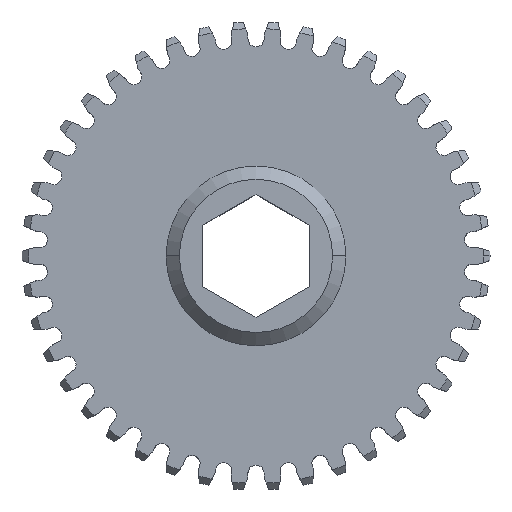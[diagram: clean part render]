
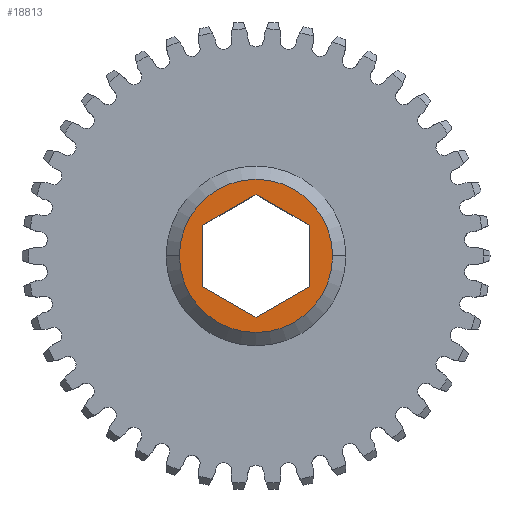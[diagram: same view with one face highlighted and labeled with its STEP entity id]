
A CAD part, top view. The second image highlights one B-rep face of the part: STEP entity #18813.
In plain terms, the highlighted planar face has unit normal (0, 0, 1).
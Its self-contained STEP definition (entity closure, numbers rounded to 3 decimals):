
#106 = VERTEX_POINT ( 'NONE', #20458 ) ;
#161 = EDGE_LOOP ( 'NONE', ( #16470, #6196, #17194, #12383, #7533, #7797 ) ) ;
#1049 = CARTESIAN_POINT ( 'NONE',  ( 3.175, -5.499, 6.35 ) ) ;
#1138 = VERTEX_POINT ( 'NONE', #12181 ) ;
#1246 = EDGE_CURVE ( 'NONE', #106, #17833, #9418, .T. ) ;
#1558 = DIRECTION ( 'NONE',  ( 0., -1., 0. ) ) ;
#1668 = EDGE_CURVE ( 'NONE', #14203, #5171, #11464, .T. ) ;
#3236 = VECTOR ( 'NONE', #16389, 1000. ) ;
#3652 = DIRECTION ( 'NONE',  ( -0.866, 0.5, 0. ) ) ;
#3869 = LINE ( 'NONE', #13683, #16174 ) ;
#5068 = EDGE_CURVE ( 'NONE', #16055, #14203, #9641, .T. ) ;
#5171 = VERTEX_POINT ( 'NONE', #13055 ) ;
#5670 = EDGE_LOOP ( 'NONE', ( #6483, #9216 ) ) ;
#6196 = ORIENTED_EDGE ( 'NONE', *, *, #5068, .F. ) ;
#6482 = FACE_BOUND ( 'NONE', #161, .T. ) ;
#6483 = ORIENTED_EDGE ( 'NONE', *, *, #12769, .F. ) ;
#6595 = DIRECTION ( 'NONE',  ( 0., 0., 1. ) ) ;
#7093 = EDGE_CURVE ( 'NONE', #1138, #10950, #21324, .T. ) ;
#7531 = DIRECTION ( 'NONE',  ( -1., 0., 0. ) ) ;
#7533 = ORIENTED_EDGE ( 'NONE', *, *, #7093, .F. ) ;
#7797 = ORIENTED_EDGE ( 'NONE', *, *, #10128, .F. ) ;
#9196 = DIRECTION ( 'NONE',  ( 0., 0., -1. ) ) ;
#9216 = ORIENTED_EDGE ( 'NONE', *, *, #1246, .F. ) ;
#9280 = CARTESIAN_POINT ( 'NONE',  ( -3.175, -5.499, 6.35 ) ) ;
#9418 = CIRCLE ( 'NONE', #10475, 9.144 ) ;
#9455 = LINE ( 'NONE', #1049, #3236 ) ;
#9641 = LINE ( 'NONE', #16263, #16532 ) ;
#9889 = VERTEX_POINT ( 'NONE', #18844 ) ;
#10128 = EDGE_CURVE ( 'NONE', #5171, #1138, #9455, .T. ) ;
#10157 = DIRECTION ( 'NONE',  ( -1., 0., 0. ) ) ;
#10475 = AXIS2_PLACEMENT_3D ( 'NONE', #18905, #9196, #7531 ) ;
#10890 = AXIS2_PLACEMENT_3D ( 'NONE', #16995, #15336, #10157 ) ;
#10950 = VERTEX_POINT ( 'NONE', #16974 ) ;
#11373 = EDGE_CURVE ( 'NONE', #9889, #16055, #19778, .T. ) ;
#11464 = LINE ( 'NONE', #9280, #15741 ) ;
#11572 = CARTESIAN_POINT ( 'NONE',  ( 0., 0., 6.35 ) ) ;
#11818 = AXIS2_PLACEMENT_3D ( 'NONE', #11572, #6595, #19838 ) ;
#12181 = CARTESIAN_POINT ( 'NONE',  ( 6.35, -3.666, 6.35 ) ) ;
#12383 = ORIENTED_EDGE ( 'NONE', *, *, #12743, .F. ) ;
#12743 = EDGE_CURVE ( 'NONE', #10950, #9889, #3869, .T. ) ;
#12769 = EDGE_CURVE ( 'NONE', #17833, #106, #17567, .T. ) ;
#13055 = CARTESIAN_POINT ( 'NONE',  ( 0., -7.332, 6.35 ) ) ;
#13211 = PLANE ( 'NONE',  #11818 ) ;
#13683 = CARTESIAN_POINT ( 'NONE',  ( 3.175, 5.499, 6.35 ) ) ;
#14203 = VERTEX_POINT ( 'NONE', #20596 ) ;
#15336 = DIRECTION ( 'NONE',  ( 0., 0., -1. ) ) ;
#15741 = VECTOR ( 'NONE', #16004, 1000. ) ;
#16004 = DIRECTION ( 'NONE',  ( 0.866, -0.5, 0. ) ) ;
#16055 = VERTEX_POINT ( 'NONE', #20892 ) ;
#16156 = DIRECTION ( 'NONE',  ( -0.866, -0.5, 0. ) ) ;
#16158 = DIRECTION ( 'NONE',  ( 0., 1., 0. ) ) ;
#16174 = VECTOR ( 'NONE', #3652, 1000. ) ;
#16263 = CARTESIAN_POINT ( 'NONE',  ( -6.35, 0., 6.35 ) ) ;
#16389 = DIRECTION ( 'NONE',  ( 0.866, 0.5, 0. ) ) ;
#16470 = ORIENTED_EDGE ( 'NONE', *, *, #1668, .F. ) ;
#16532 = VECTOR ( 'NONE', #1558, 1000. ) ;
#16540 = FACE_OUTER_BOUND ( 'NONE', #5670, .T. ) ;
#16974 = CARTESIAN_POINT ( 'NONE',  ( 6.35, 3.666, 6.35 ) ) ;
#16995 = CARTESIAN_POINT ( 'NONE',  ( 0., 0., 6.35 ) ) ;
#17194 = ORIENTED_EDGE ( 'NONE', *, *, #11373, .F. ) ;
#17567 = CIRCLE ( 'NONE', #10890, 9.144 ) ;
#17833 = VERTEX_POINT ( 'NONE', #18145 ) ;
#18065 = VECTOR ( 'NONE', #16156, 1000. ) ;
#18145 = CARTESIAN_POINT ( 'NONE',  ( -9.144, 0., 6.35 ) ) ;
#18813 = ADVANCED_FACE ( 'NONE', ( #6482, #16540 ), #13211, .T. ) ;
#18844 = CARTESIAN_POINT ( 'NONE',  ( 0., 7.332, 6.35 ) ) ;
#18905 = CARTESIAN_POINT ( 'NONE',  ( 0., 0., 6.35 ) ) ;
#19430 = VECTOR ( 'NONE', #16158, 1000. ) ;
#19463 = CARTESIAN_POINT ( 'NONE',  ( 6.35, 0., 6.35 ) ) ;
#19778 = LINE ( 'NONE', #21433, #18065 ) ;
#19838 = DIRECTION ( 'NONE',  ( 1., 0., 0. ) ) ;
#20458 = CARTESIAN_POINT ( 'NONE',  ( 9.144, 0., 6.35 ) ) ;
#20596 = CARTESIAN_POINT ( 'NONE',  ( -6.35, -3.666, 6.35 ) ) ;
#20892 = CARTESIAN_POINT ( 'NONE',  ( -6.35, 3.666, 6.35 ) ) ;
#21324 = LINE ( 'NONE', #19463, #19430 ) ;
#21433 = CARTESIAN_POINT ( 'NONE',  ( -3.175, 5.499, 6.35 ) ) ;
